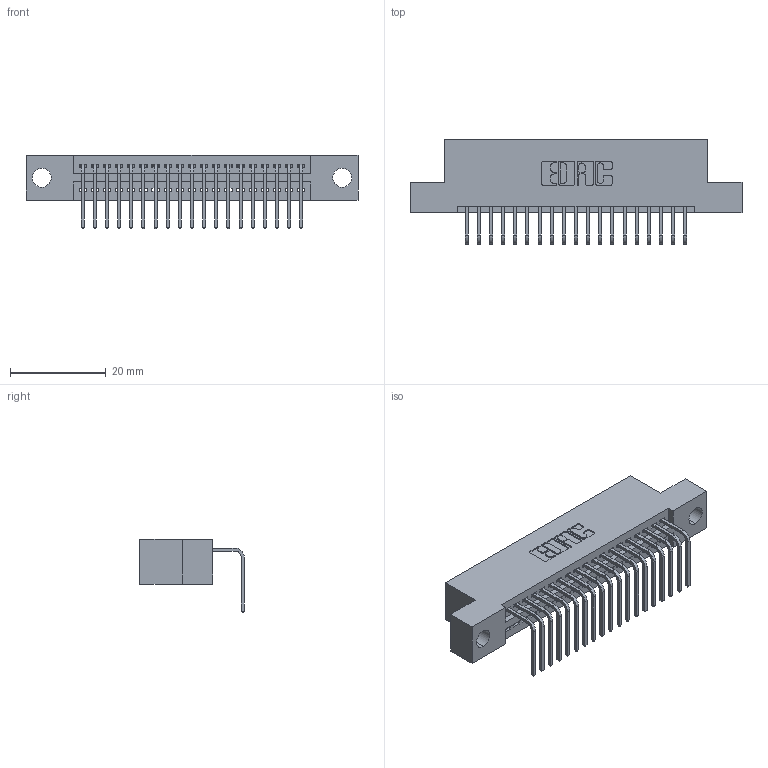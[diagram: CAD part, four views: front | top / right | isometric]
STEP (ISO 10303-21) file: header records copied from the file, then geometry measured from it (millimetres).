
FILE_DESCRIPTION (( 'STEP AP203' ), '1' );
FILE_NAME ('345-019-558-104.STEP', '2018-08-20T01:54:39', ( '' ), ( '' ), 'SwSTEP 2.0', 'SolidWorks 2016', '' );
FILE_SCHEMA (( 'CONFIG_CONTROL_DESIGN' ));
Length unit declared in the file: inch
Products named in the file (3): 345-019-558-104; 345 Part_Flush Mounting Lugs - 0.156 Dia-TH; 345-292-001_558 Tail - 2
Assembly tree (20 placements, depth 2):
  345-019-558-104
    345 Part_Flush Mounting Lugs - 0.156 Dia-TH
    345-292-001_558 Tail - 2  x19
Bounding box: 69.47 x 21.83 x 15.37 mm (x, y, z)
Volume: 6385.3 mm3; surface area: 8353.6 mm2
Topology: 20 solids, 20 shells, 1266 faces, 3799 edges, 2506 vertices
Faces by surface type: plane 878, cylinder 388
Entity records: 17483 total; most frequent: CARTESIAN_POINT 3037, ORIENTED_EDGE 2990, DIRECTION 2685, EDGE_CURVE 1495, VECTOR 1287, LINE 1287, VERTEX_POINT 994, AXIS2_PLACEMENT_3D 699
